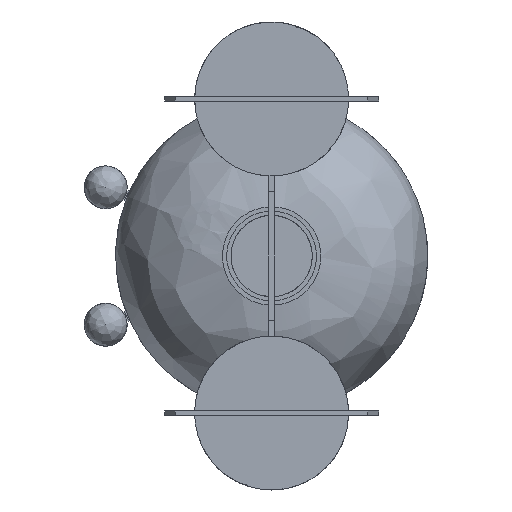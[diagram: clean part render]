
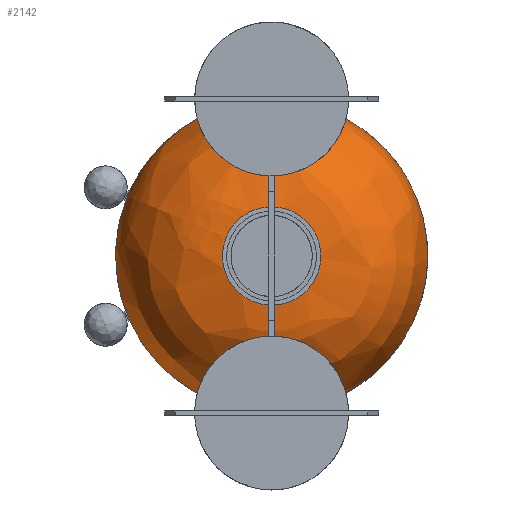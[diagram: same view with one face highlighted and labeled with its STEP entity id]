
A CAD part, left-side view. The second image highlights one B-rep face of the part: STEP entity #2142.
In plain terms, the highlighted free-form (B-spline) face has degree [2, 2] with [7, 3] control points.
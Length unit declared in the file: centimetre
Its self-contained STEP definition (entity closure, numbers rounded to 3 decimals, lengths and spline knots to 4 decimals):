
#2052=CARTESIAN_POINT('V7',(-5.0,-5.,0.0));
#2053=VERTEX_POINT('V7',#2052);
#2054=CARTESIAN_POINT('E28',(-5.0,-5.,0.0));
#2055=CARTESIAN_POINT('E28',(-5.0,-5.,
   -3.9837));
#2056=CARTESIAN_POINT('E28',(-5.,-8.45,
   -1.9919));
#2057=CARTESIAN_POINT('E28',(-5.,-11.9,
   0.));
#2058=CARTESIAN_POINT('E28',(-5.,-8.45,
   1.9919));
#2059=CARTESIAN_POINT('E28',(-5.0,-5.,
   3.9837));
#2060=CARTESIAN_POINT('E28',(-5.0,-5.,0.0));
#2068=(BOUNDED_CURVE()B_SPLINE_CURVE(2,(#2054,#2055,#2056,#2057,
   #2058,#2059,#2060),.CIRCULAR_ARC.,.T.,.U.)
   B_SPLINE_CURVE_WITH_KNOTS((3,2,2,3),(0.0,0.3333,
   0.6667,1.0),.UNSPECIFIED.)CURVE()
   GEOMETRIC_REPRESENTATION_ITEM()RATIONAL_B_SPLINE_CURVE((1.0,
   0.5,1.0,0.5,1.0,0.5,1.0)
   )REPRESENTATION_ITEM('E28'));
#2069=EDGE_CURVE('E28',#2053,#2053,#2068,.T.);
#2077=CARTESIAN_POINT('F6',(-5.0,-5.,0.0));
#2078=CARTESIAN_POINT('F6',(-5.0,-5.,
   3.9837));
#2079=CARTESIAN_POINT('F6',(-5.,-8.45,
   1.9919));
#2080=CARTESIAN_POINT('F6',(-5.,-11.9,
   0.));
#2081=CARTESIAN_POINT('F6',(-5.,-8.45,
   -1.9919));
#2082=CARTESIAN_POINT('F6',(-5.0,-5.,
   -3.9837));
#2083=CARTESIAN_POINT('F6',(-5.0,-5.,0.0));
#2084=CARTESIAN_POINT('F6',(-5.,0.,0.0));
#2085=CARTESIAN_POINT('F6',(-5.,0.,
   12.644));
#2086=CARTESIAN_POINT('F6',(-5.,-10.95,
   6.322));
#2087=CARTESIAN_POINT('F6',(-5.,-21.9,
   0.));
#2088=CARTESIAN_POINT('F6',(-5.,-10.95,
   -6.322));
#2089=CARTESIAN_POINT('F6',(-5.,0.,
   -12.644));
#2090=CARTESIAN_POINT('F6',(-5.,0.,0.0));
#2091=CARTESIAN_POINT('F6',(0.0,0.0,0.0));
#2092=CARTESIAN_POINT('F6',(0.0,0.0,12.644));
#2093=CARTESIAN_POINT('F6',(0.,-10.95,
   6.322));
#2094=CARTESIAN_POINT('F6',(0.,-21.9,
   0.));
#2095=CARTESIAN_POINT('F6',(0.,-10.95,
   -6.322));
#2096=CARTESIAN_POINT('F6',(0.0,0.,-12.644)
   );
#2097=CARTESIAN_POINT('F6',(0.0,0.0,0.0));
#2105=(BOUNDED_SURFACE()B_SPLINE_SURFACE(2,2,((#2077,#2084,#2091),
   (#2078,#2085,#2092),(#2079,#2086,#2093),(#2080,#2087,#2094),
   (#2081,#2088,#2095),(#2082,#2089,#2096),(#2083,#2090,#2097)),
   .TOROIDAL_SURF.,.T.,.F.,.U.)B_SPLINE_SURFACE_WITH_KNOTS((3,2,2,
   3),(3,3),(0.0,2.0215,4.043,
   6.0645),(0.0,1.0),.UNSPECIFIED.)
   GEOMETRIC_REPRESENTATION_ITEM()RATIONAL_B_SPLINE_SURFACE(((1.0,
   0.707,1.0),(0.5,0.354,
   0.5),(1.0,0.707,1.0),(
   0.5,0.354,0.5),(1.0,
   0.707,1.0),(0.5,0.354,
   0.5),(1.0,0.707,1.0)))
   REPRESENTATION_ITEM('F6')SURFACE());
#2106=CARTESIAN_POINT('V8',(0.0,0.0,0.0));
#2107=VERTEX_POINT('V8',#2106);
#2108=CARTESIAN_POINT('E7',(0.,0.0,0.0));
#2109=CARTESIAN_POINT('E7',(-5.,0.,0.0));
#2110=CARTESIAN_POINT('E7',(-5.0,-5.,0.0));
#2118=(BOUNDED_CURVE()B_SPLINE_CURVE(2,(#2108,#2109,#2110),
   .CIRCULAR_ARC.,.F.,.U.)CURVE()GEOMETRIC_REPRESENTATION_ITEM()
   QUASI_UNIFORM_CURVE()RATIONAL_B_SPLINE_CURVE((1.0,
   0.707,1.0))REPRESENTATION_ITEM('E7'));
#2119=EDGE_CURVE('E7',#2107,#2053,#2118,.T.);
#2120=ORIENTED_EDGE('E7',*,*,#2119,.F.);
#2121=CARTESIAN_POINT('E29',(0.0,0.0,0.0));
#2122=CARTESIAN_POINT('E29',(0.0,0.,-12.644)
   );
#2123=CARTESIAN_POINT('E29',(0.,-10.95,
   -6.322));
#2124=CARTESIAN_POINT('E29',(0.,-21.9,
   0.));
#2125=CARTESIAN_POINT('E29',(0.,-10.95,
   6.322));
#2126=CARTESIAN_POINT('E29',(0.0,0.0,12.644));
#2127=CARTESIAN_POINT('E29',(0.0,0.0,0.0));
#2135=(BOUNDED_CURVE()B_SPLINE_CURVE(2,(#2121,#2122,#2123,#2124,
   #2125,#2126,#2127),.CIRCULAR_ARC.,.T.,.U.)
   B_SPLINE_CURVE_WITH_KNOTS((3,2,2,3),(0.0,2.0215,
   4.043,6.0645),.UNSPECIFIED.)CURVE()
   GEOMETRIC_REPRESENTATION_ITEM()RATIONAL_B_SPLINE_CURVE((1.0,
   0.5,1.0,0.5,1.0,0.5,1.0)
   )REPRESENTATION_ITEM('E29'));
#2136=EDGE_CURVE('E29',#2107,#2107,#2135,.T.);
#2137=ORIENTED_EDGE('E29',*,*,#2136,.F.);
#2138=ORIENTED_EDGE('E7',*,*,#2119,.T.);
#2139=ORIENTED_EDGE('F5',*,*,#2069,.T.);
#2140=EDGE_LOOP('F6',(#2120,#2137,#2138,#2139));
#2141=FACE_OUTER_BOUND('F6',#2140,.F.);
#2142=ADVANCED_FACE('F6',(#2141),#2105,.T.);
